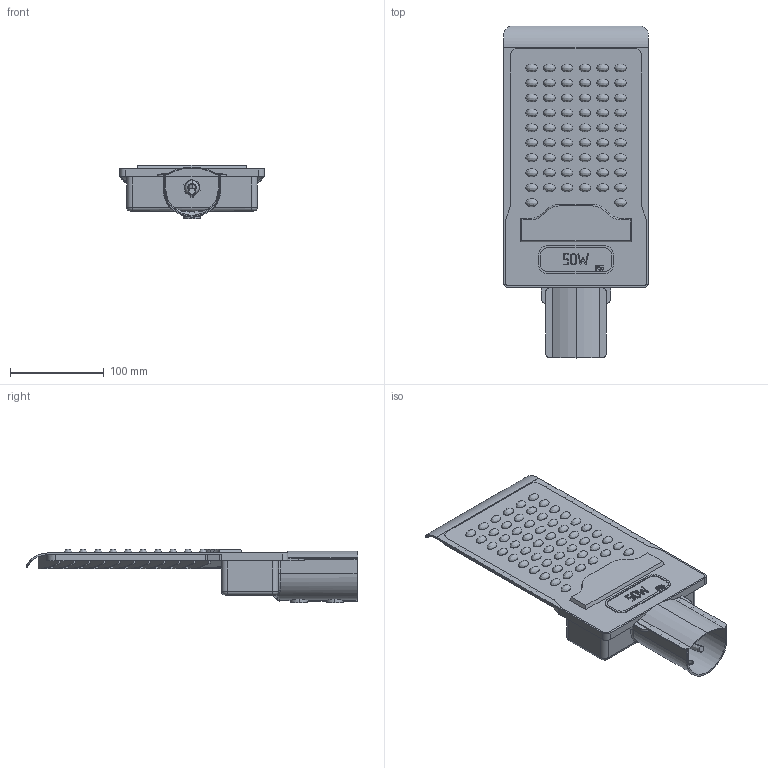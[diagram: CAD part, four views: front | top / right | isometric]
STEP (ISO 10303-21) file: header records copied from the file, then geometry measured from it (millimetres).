
FILE_DESCRIPTION (( 'STEP AP214' ), '1' );
FILE_NAME ('ÄÊÓ-9002-Ø 50Âò 5000Ê IP65 (SLL-9002-50-5000).STEP', '2022-06-29T12:29:33', ( '' ), ( '' ), 'SwSTEP 2.0', 'SolidWorks 2021', '' );
FILE_SCHEMA (( 'AUTOMOTIVE_DESIGN' ));
Length unit declared in the file: millimetre
Products named in the file (1): ÄÊÓ-9002-Ø 50Âò 5000Ê IP65 (SLL-9002-50-5000)
Bounding box: 155 x 355 x 57.7 mm (x, y, z)
Volume: 417498.8 mm3; surface area: 266888.5 mm2
Topology: 3 solids, 3 shells, 552 faces, 1592 edges, 1004 vertices
Faces by surface type: plane 299, bspline 143, cylinder 92, torus 11, sphere 4, cone 3
Entity records: 21627 total; most frequent: CARTESIAN_POINT 8909, ORIENTED_EDGE 2948, DIRECTION 2086, EDGE_CURVE 1474, VERTEX_POINT 1004, LINE 886, VECTOR 886, EDGE_LOOP 632
